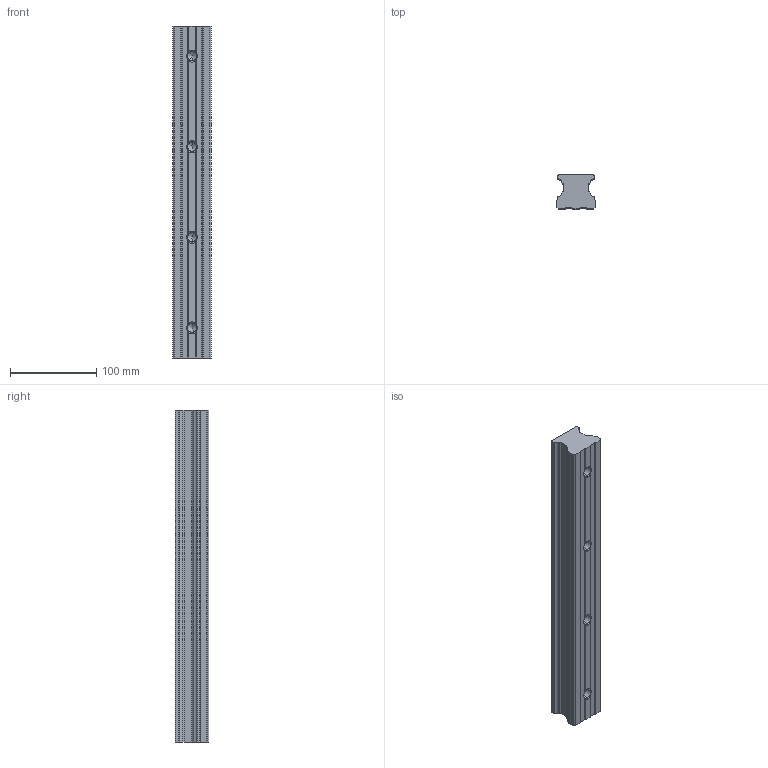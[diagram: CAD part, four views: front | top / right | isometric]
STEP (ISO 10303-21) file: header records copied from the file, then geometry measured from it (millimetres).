
FILE_DESCRIPTION (( 'STEP AP214' ), '1' );
FILE_NAME ('ARCU45-rail.STEP', '2012-09-25T07:41:00', ( '' ), ( '' ), 'SwSTEP 2.0', 'SolidWorks 2010', '' );
FILE_SCHEMA (( 'AUTOMOTIVE_DESIGN' ));
Length unit declared in the file: millimetre
Products named in the file (1): ARCU45-rail
Bounding box: 45 x 39 x 385 mm (x, y, z)
Volume: 549339.5 mm3; surface area: 74233.5 mm2
Topology: 1 solids, 1 shells, 126 faces, 356 edges, 228 vertices
Faces by surface type: cylinder 66, plane 44, cone 16
Entity records: 4186 total; most frequent: CARTESIAN_POINT 911, ORIENTED_EDGE 696, DIRECTION 678, EDGE_CURVE 348, AXIS2_PLACEMENT_3D 251, VERTEX_POINT 228, VECTOR 176, LINE 176
